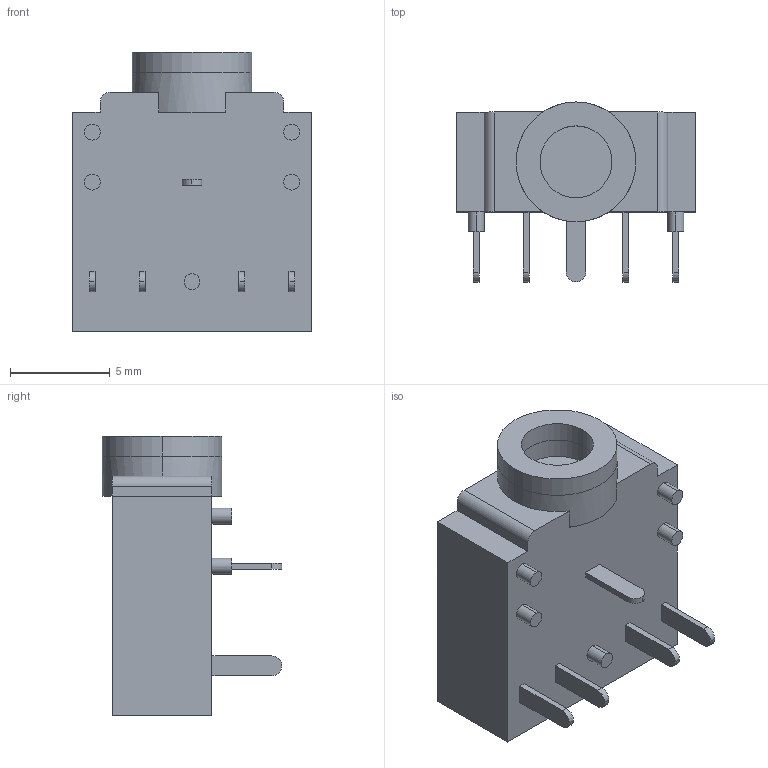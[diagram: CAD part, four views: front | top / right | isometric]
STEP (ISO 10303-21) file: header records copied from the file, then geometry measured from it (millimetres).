
FILE_DESCRIPTION (( 'STEP AP214' ), '1' );
FILE_NAME ('PJ-307.STEP', '2025-02-26T06:57:30', ( 'LENOVO' ), ( '' ), 'SwSTEP 2.0', 'SolidWorks 2021', '' );
FILE_SCHEMA (( 'AUTOMOTIVE_DESIGN' ));
Length unit declared in the file: millimetre
Products named in the file (1): PJ-307
Bounding box: 12 x 9 x 14 mm (x, y, z)
Volume: 751.5 mm3; surface area: 680.8 mm2
Topology: 7 solids, 7 shells, 77 faces, 171 edges, 114 vertices
Faces by surface type: plane 47, cylinder 30
Entity records: 2241 total; most frequent: DIRECTION 391, CARTESIAN_POINT 363, ORIENTED_EDGE 342, EDGE_CURVE 171, AXIS2_PLACEMENT_3D 142, VERTEX_POINT 114, LINE 107, VECTOR 107
